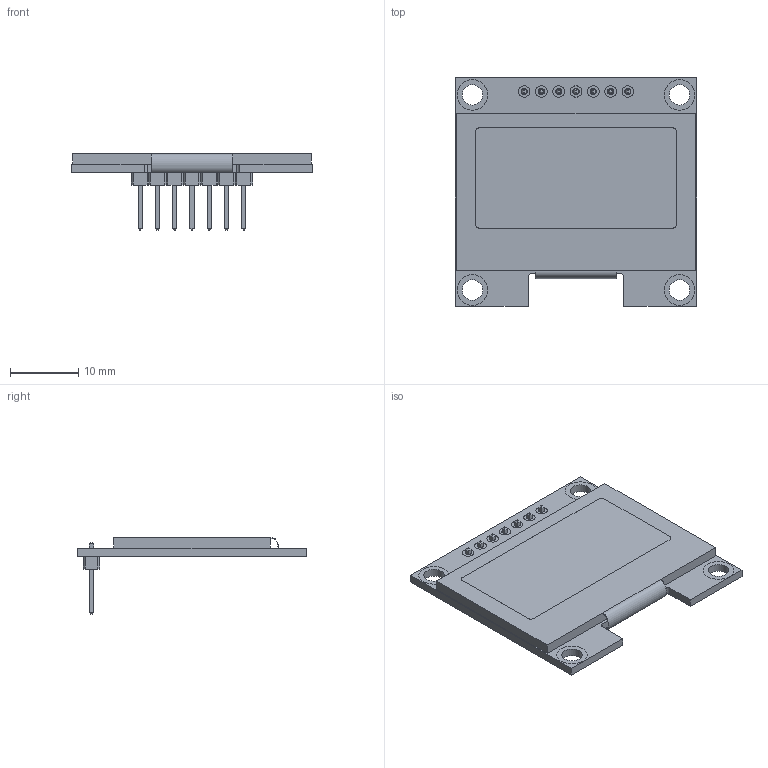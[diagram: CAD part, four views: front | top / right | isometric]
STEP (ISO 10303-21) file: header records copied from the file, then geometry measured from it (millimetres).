
FILE_DESCRIPTION((' '),'2;1');
FILE_NAME( 'HiLetgo - DM-OLED13-625.stp', '2022-08-29T15:12:37', (' '), ('--- Datakit www.datakit.com---'), ' Datakit CrossCadWare V2022.3 Jun 15 2022', 'DATAKIT 2022 (c)', ' ');
FILE_SCHEMA(('AP242_MANAGED_MODEL_BASED_3D_ENGINEERING_MIM_LF { 1 0 10303 442 1 1 4 }'));
Length unit declared in the file: millimetre
Products named in the file (1): HiLetgo - DM-OLED13-625
Bounding box: 35.4 x 33.5 x 11.2 mm (x, y, z)
Volume: 2616.3 mm3; surface area: 2910.5 mm2
Topology: 1 solids, 1 shells, 250 faces, 569 edges, 360 vertices
Faces by surface type: plane 216, cylinder 32, bspline 2
Full cylindrical faces by diameter (mm): 0.9 x7, 1.7 x7, 3 x4, 4.5 x8
Entity records: 7377 total; most frequent: CARTESIAN_POINT 1500, DIRECTION 1101, ORIENTED_EDGE 1086, EDGE_CURVE 543, VECTOR 475, LINE 475, VERTEX_POINT 360, EDGE_LOOP 323
